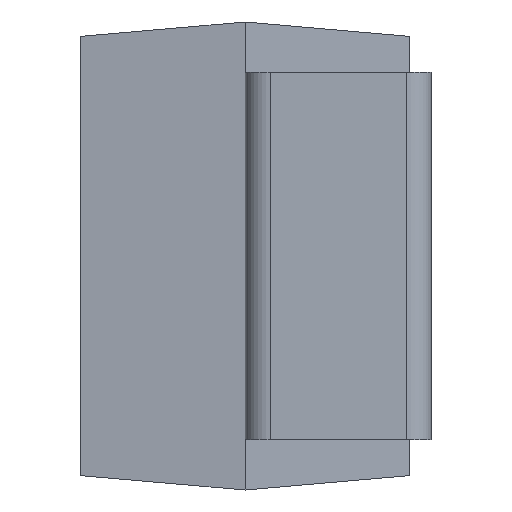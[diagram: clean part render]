
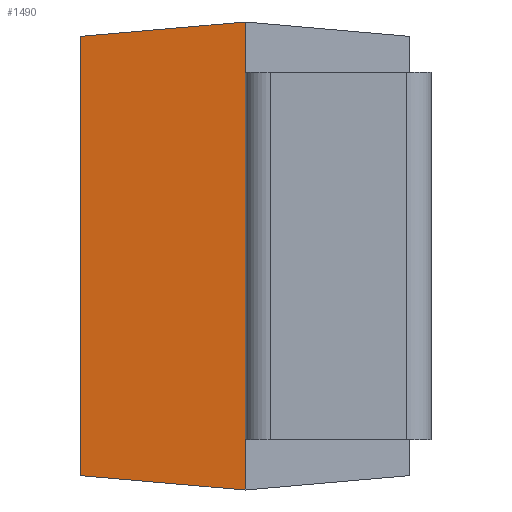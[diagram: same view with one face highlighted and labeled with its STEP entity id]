
A CAD part, left-side view. The second image highlights one B-rep face of the part: STEP entity #1490.
In plain terms, the highlighted planar face has unit normal (-0.996, 0.087, 0).
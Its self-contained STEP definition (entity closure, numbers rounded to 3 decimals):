
#68 = LINE ( 'NONE', #400, #251 ) ;
#72 = ORIENTED_EDGE ( 'NONE', *, *, #2104, .T. ) ;
#124 = LINE ( 'NONE', #1539, #1249 ) ;
#220 = LINE ( 'NONE', #1705, #1789 ) ;
#251 = VECTOR ( 'NONE', #789, 1000. ) ;
#294 = DIRECTION ( 'NONE',  ( -0.087, -0.992, 0.087 ) ) ;
#400 = CARTESIAN_POINT ( 'NONE',  ( -1.6, 1.115, 1.4 ) ) ;
#405 = VERTEX_POINT ( 'NONE', #976 ) ;
#443 = CARTESIAN_POINT ( 'NONE',  ( -1.6, 1.115, 1.1 ) ) ;
#449 = VECTOR ( 'NONE', #294, 1000. ) ;
#458 = DIRECTION ( 'NONE',  ( -0.996, 0.087, 0. ) ) ;
#493 = CARTESIAN_POINT ( 'NONE',  ( -1.6, 1.115, 1.4 ) ) ;
#509 = DIRECTION ( 'NONE',  ( 0., 0., 1. ) ) ;
#564 = CARTESIAN_POINT ( 'NONE',  ( -1.514, 2.1, 1.4 ) ) ;
#586 = ORIENTED_EDGE ( 'NONE', *, *, #725, .F. ) ;
#651 = DIRECTION ( 'NONE',  ( 0., 0., 1. ) ) ;
#652 = VECTOR ( 'NONE', #509, 1000. ) ;
#711 = ORIENTED_EDGE ( 'NONE', *, *, #1803, .T. ) ;
#725 = EDGE_CURVE ( 'NONE', #1850, #2112, #827, .T. ) ;
#751 = AXIS2_PLACEMENT_3D ( 'NONE', #1526, #458, #2059 ) ;
#780 = VERTEX_POINT ( 'NONE', #1892 ) ;
#789 = DIRECTION ( 'NONE',  ( 0., 0., 1. ) ) ;
#825 = DIRECTION ( 'NONE',  ( -0.087, -0.992, -0.087 ) ) ;
#827 = LINE ( 'NONE', #1374, #449 ) ;
#976 = CARTESIAN_POINT ( 'NONE',  ( -1.6, 1.115, -1.4 ) ) ;
#1151 = CARTESIAN_POINT ( 'NONE',  ( -1.6, 1.115, -1.1 ) ) ;
#1191 = LINE ( 'NONE', #1922, #652 ) ;
#1249 = VECTOR ( 'NONE', #651, 1000. ) ;
#1274 = DIRECTION ( 'NONE',  ( 0., 0., 1. ) ) ;
#1296 = ORIENTED_EDGE ( 'NONE', *, *, #2205, .T. ) ;
#1374 = CARTESIAN_POINT ( 'NONE',  ( -1.576, 1.391, 1.376 ) ) ;
#1479 = ORIENTED_EDGE ( 'NONE', *, *, #1787, .F. ) ;
#1490 = ADVANCED_FACE ( 'NONE', ( #1719 ), #2237, .T. ) ;
#1526 = CARTESIAN_POINT ( 'NONE',  ( -1.6, 1.115, 1.4 ) ) ;
#1539 = CARTESIAN_POINT ( 'NONE',  ( -1.6, 1.115, 1.4 ) ) ;
#1705 = CARTESIAN_POINT ( 'NONE',  ( -1.579, 1.356, -1.379 ) ) ;
#1719 = FACE_OUTER_BOUND ( 'NONE', #1824, .T. ) ;
#1787 = EDGE_CURVE ( 'NONE', #780, #1850, #2153, .T. ) ;
#1789 = VECTOR ( 'NONE', #825, 1000. ) ;
#1803 = EDGE_CURVE ( 'NONE', #780, #405, #220, .T. ) ;
#1819 = VERTEX_POINT ( 'NONE', #443 ) ;
#1824 = EDGE_LOOP ( 'NONE', ( #1296, #2114, #72, #586, #1479, #711 ) ) ;
#1850 = VERTEX_POINT ( 'NONE', #2036 ) ;
#1867 = VERTEX_POINT ( 'NONE', #1151 ) ;
#1892 = CARTESIAN_POINT ( 'NONE',  ( -1.514, 2.1, -1.314 ) ) ;
#1922 = CARTESIAN_POINT ( 'NONE',  ( -1.6, 1.115, -1.1 ) ) ;
#1973 = VECTOR ( 'NONE', #1274, 1000. ) ;
#1981 = EDGE_CURVE ( 'NONE', #1867, #1819, #1191, .T. ) ;
#2036 = CARTESIAN_POINT ( 'NONE',  ( -1.514, 2.1, 1.314 ) ) ;
#2059 = DIRECTION ( 'NONE',  ( -0.087, -0.996, 0. ) ) ;
#2104 = EDGE_CURVE ( 'NONE', #1819, #2112, #124, .T. ) ;
#2112 = VERTEX_POINT ( 'NONE', #493 ) ;
#2114 = ORIENTED_EDGE ( 'NONE', *, *, #1981, .T. ) ;
#2153 = LINE ( 'NONE', #564, #1973 ) ;
#2205 = EDGE_CURVE ( 'NONE', #405, #1867, #68, .T. ) ;
#2237 = PLANE ( 'NONE',  #751 ) ;
